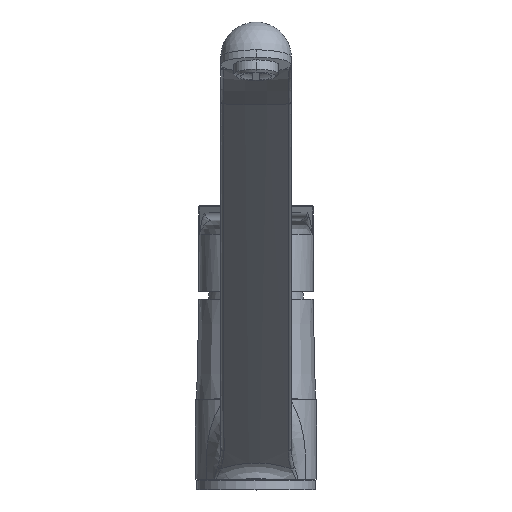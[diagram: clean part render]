
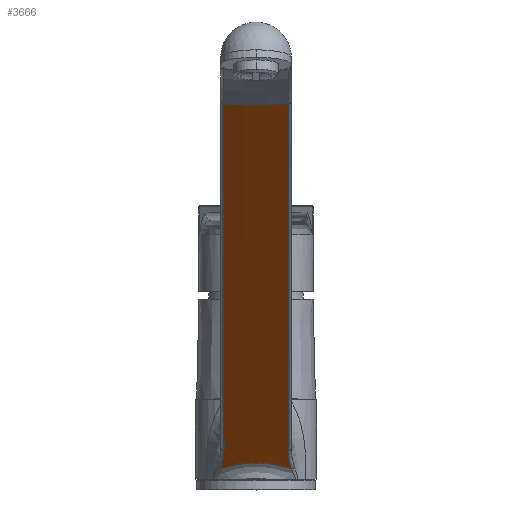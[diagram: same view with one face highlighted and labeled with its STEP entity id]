
A CAD part, top view. The second image highlights one B-rep face of the part: STEP entity #3666.
In plain terms, the highlighted cylindrical face has radius 217.812 mm (diameter 435.625 mm), a partial arc.
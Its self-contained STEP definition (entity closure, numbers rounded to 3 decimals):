
#146=CARTESIAN_POINT('',(-14.802,8.769,24.759));
#348=CARTESIAN_POINT('',(13.463,16.314,33.571));
#349=CARTESIAN_POINT('',(13.504,33.223,53.018));
#350=CARTESIAN_POINT('',(13.587,66.558,91.358));
#351=CARTESIAN_POINT('',(13.708,115.069,147.152));
#352=CARTESIAN_POINT('',(13.785,146.505,183.307));
#353=CARTESIAN_POINT('',(13.822,161.989,201.116));
#355=CARTESIAN_POINT('',(14.772,8.78,24.775));
#356=CARTESIAN_POINT('',(14.665,9.081,25.131));
#357=CARTESIAN_POINT('',(14.463,9.687,25.849));
#358=CARTESIAN_POINT('',(14.197,10.612,26.941));
#359=CARTESIAN_POINT('',(13.971,11.554,28.046));
#360=CARTESIAN_POINT('',(13.783,12.511,29.165));
#361=CARTESIAN_POINT('',(13.637,13.475,30.288));
#362=CARTESIAN_POINT('',(13.534,14.437,31.405));
#363=CARTESIAN_POINT('',(13.474,15.389,32.505));
#364=CARTESIAN_POINT('',(13.462,16.008,33.219));
#365=CARTESIAN_POINT('',(13.463,16.314,33.571));
#367=CARTESIAN_POINT('',(14.772,8.78,24.775));
#368=CARTESIAN_POINT('',(14.469,8.891,24.934));
#369=CARTESIAN_POINT('',(13.858,9.105,25.241));
#370=CARTESIAN_POINT('',(12.933,9.404,25.671));
#371=CARTESIAN_POINT('',(12.,9.679,26.069));
#372=CARTESIAN_POINT('',(11.06,9.931,26.436));
#373=CARTESIAN_POINT('',(10.114,10.161,26.77));
#374=CARTESIAN_POINT('',(9.164,10.369,27.073));
#375=CARTESIAN_POINT('',(8.209,10.555,27.345));
#376=CARTESIAN_POINT('',(7.251,10.719,27.587));
#377=CARTESIAN_POINT('',(6.288,10.863,27.797));
#378=CARTESIAN_POINT('',(5.323,10.985,27.977));
#379=CARTESIAN_POINT('',(4.355,11.087,28.127));
#380=CARTESIAN_POINT('',(3.385,11.168,28.247));
#381=CARTESIAN_POINT('',(2.414,11.229,28.336));
#382=CARTESIAN_POINT('',(1.442,11.269,28.396));
#383=CARTESIAN_POINT('',(0.469,11.289,28.425));
#384=CARTESIAN_POINT('',(-0.505,11.288,28.424));
#385=CARTESIAN_POINT('',(-1.478,11.268,28.394));
#386=CARTESIAN_POINT('',(-2.45,11.227,28.333));
#387=CARTESIAN_POINT('',(-3.421,11.165,28.243));
#388=CARTESIAN_POINT('',(-4.391,11.084,28.122));
#389=CARTESIAN_POINT('',(-5.359,10.981,27.971));
#390=CARTESIAN_POINT('',(-6.324,10.858,27.79));
#391=CARTESIAN_POINT('',(-7.286,10.714,27.578));
#392=CARTESIAN_POINT('',(-8.245,10.548,27.336));
#393=CARTESIAN_POINT('',(-9.2,10.361,27.063));
#394=CARTESIAN_POINT('',(-10.15,10.153,26.758));
#395=CARTESIAN_POINT('',(-11.095,9.922,26.422));
#396=CARTESIAN_POINT('',(-12.035,9.669,26.055));
#397=CARTESIAN_POINT('',(-12.967,9.393,25.656));
#398=CARTESIAN_POINT('',(-13.891,9.094,25.226));
#399=CARTESIAN_POINT('',(-14.5,8.88,24.918));
#400=CARTESIAN_POINT('',(-14.802,8.769,24.759));
#402=CARTESIAN_POINT('',(-13.463,16.393,33.662));
#403=CARTESIAN_POINT('',(-13.462,16.092,33.315));
#404=CARTESIAN_POINT('',(-13.474,15.48,32.61));
#405=CARTESIAN_POINT('',(-13.535,14.529,31.51));
#406=CARTESIAN_POINT('',(-13.64,13.558,30.383));
#407=CARTESIAN_POINT('',(-13.79,12.576,29.24));
#408=CARTESIAN_POINT('',(-13.982,11.599,28.096));
#409=CARTESIAN_POINT('',(-14.215,10.635,26.965));
#410=CARTESIAN_POINT('',(-14.488,9.689,25.849));
#411=CARTESIAN_POINT('',(-14.694,9.074,25.12));
#412=CARTESIAN_POINT('',(-14.802,8.769,24.759));
#414=CARTESIAN_POINT('',(-13.822,161.989,201.116));
#415=CARTESIAN_POINT('',(-13.784,146.406,183.193));
#416=CARTESIAN_POINT('',(-13.707,114.844,146.893));
#417=CARTESIAN_POINT('',(-13.586,66.377,91.15));
#418=CARTESIAN_POINT('',(-13.504,33.193,52.984));
#419=CARTESIAN_POINT('',(-13.463,16.393,33.662));
#431=CARTESIAN_POINT('',(13.822,161.989,201.116));
#446=CARTESIAN_POINT('',(0.,326.043,58.506));
#447=DIRECTION('',(0.,0.656,0.755));
#448=DIRECTION('',(-0.063,-0.753,0.655));
#449=AXIS2_PLACEMENT_3D('',#446,#447,#448);
#2649=VERTEX_POINT('',#431);
#2651=VERTEX_POINT('',#348);
#2653=VERTEX_POINT('',#355);
#2660=VERTEX_POINT('',#146);
#2661=VERTEX_POINT('',#402);
#2663=VERTEX_POINT('',#414);
#3649=CARTESIAN_POINT('',(0.,168.785,
-122.398));
#3650=DIRECTION('',(0.,0.656,0.755));
#3651=DIRECTION('',(0.,-0.755,0.656));
#3652=AXIS2_PLACEMENT_3D('',#3649,#3650,#3651);
#3653=CYLINDRICAL_SURFACE('',#3652,217.813);
#3655=ORIENTED_EDGE('',*,*,#3654,.F.);
#3656=ORIENTED_EDGE('',*,*,#3633,.F.);
#3657=ORIENTED_EDGE('',*,*,#3256,.T.);
#3659=ORIENTED_EDGE('',*,*,#3658,.F.);
#3661=ORIENTED_EDGE('',*,*,#3660,.F.);
#3663=ORIENTED_EDGE('',*,*,#3662,.T.);
#3664=EDGE_LOOP('',(#3655,#3656,#3657,#3659,#3661,#3663));
#3665=FACE_OUTER_BOUND('',#3664,.F.);
#3666=ADVANCED_FACE('',(#3665),#3653,.T.);
#354=B_SPLINE_CURVE_WITH_KNOTS('',3,(#348,#349,#350,#351,#352,#353),
.UNSPECIFIED.,.F.,.F.,(4,1,1,4),(0.,0.333,0.667,1.),
.UNSPECIFIED.);
#366=B_SPLINE_CURVE_WITH_KNOTS('',3,(#355,#356,#357,#358,#359,#360,#361,#362,
#363,#364,#365),.UNSPECIFIED.,.F.,.F.,(4,1,1,1,1,1,1,1,4),(0.,0.125,0.25,
0.375,0.5,0.625,0.75,0.875,1.),.UNSPECIFIED.);
#401=B_SPLINE_CURVE_WITH_KNOTS('',3,(#367,#368,#369,#370,#371,#372,#373,#374,
#375,#376,#377,#378,#379,#380,#381,#382,#383,#384,#385,#386,#387,#388,#389,#390,
#391,#392,#393,#394,#395,#396,#397,#398,#399,#400),.UNSPECIFIED.,.F.,.F.,(4,1,1,
1,1,1,1,1,1,1,1,1,1,1,1,1,1,1,1,1,1,1,1,1,1,1,1,1,1,1,1,4),(0.,
0.032,0.065,0.097,0.129,
0.161,0.194,0.226,0.258,
0.29,0.323,0.355,0.387,
0.419,0.452,0.484,0.516,
0.548,0.581,0.613,0.645,
0.677,0.71,0.742,0.774,
0.806,0.839,0.871,0.903,
0.935,0.968,1.),.UNSPECIFIED.);
#413=B_SPLINE_CURVE_WITH_KNOTS('',3,(#402,#403,#404,#405,#406,#407,#408,#409,
#410,#411,#412),.UNSPECIFIED.,.F.,.F.,(4,1,1,1,1,1,1,1,4),(0.,0.125,0.25,
0.375,0.5,0.625,0.75,0.875,1.),.UNSPECIFIED.);
#420=B_SPLINE_CURVE_WITH_KNOTS('',3,(#414,#415,#416,#417,#418,#419),
.UNSPECIFIED.,.F.,.F.,(4,1,1,4),(0.,0.333,0.667,1.),
.UNSPECIFIED.);
#450=CIRCLE('',#449,217.813);
#3256=EDGE_CURVE('',#2653,#2660,#401,.T.);
#3633=EDGE_CURVE('',#2653,#2651,#366,.T.);
#3654=EDGE_CURVE('',#2651,#2649,#354,.T.);
#3658=EDGE_CURVE('',#2661,#2660,#413,.T.);
#3660=EDGE_CURVE('',#2663,#2661,#420,.T.);
#3662=EDGE_CURVE('',#2663,#2649,#450,.T.);
